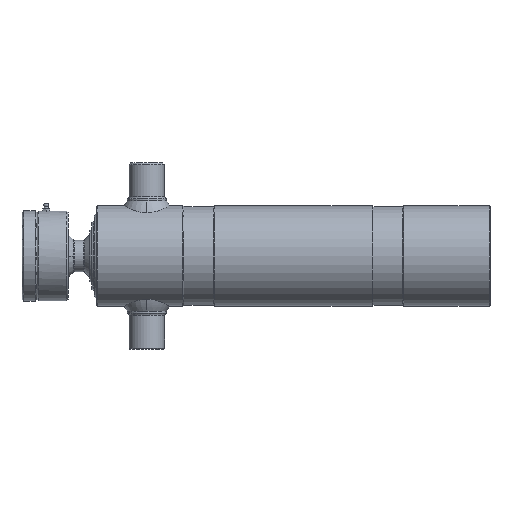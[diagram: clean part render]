
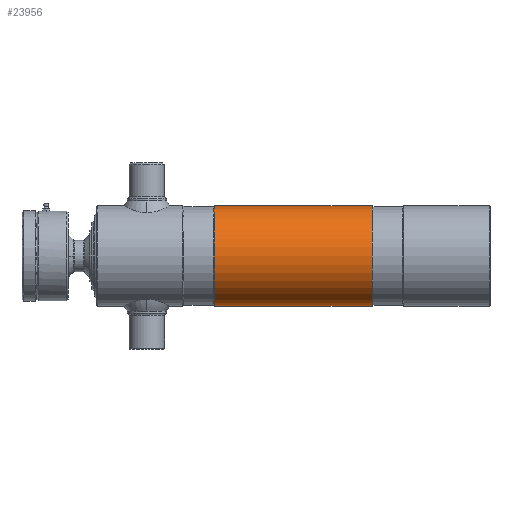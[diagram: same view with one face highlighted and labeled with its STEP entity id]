
A CAD part, left-side view. The second image highlights one B-rep face of the part: STEP entity #23956.
In plain terms, the highlighted cylindrical face has radius 64 mm (diameter 128 mm), a partial arc.
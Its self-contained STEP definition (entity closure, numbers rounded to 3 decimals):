
#938 = FACE_OUTER_BOUND ( 'NONE', #19243, .T. ) ;
#975 = CIRCLE ( 'NONE', #21068, 64. ) ;
#1517 = ORIENTED_EDGE ( 'NONE', *, *, #18260, .F. ) ;
#1718 = AXIS2_PLACEMENT_3D ( 'NONE', #2428, #2392, #2362 ) ;
#2362 = DIRECTION ( 'NONE',  ( 0., 0., -1. ) ) ;
#2392 = DIRECTION ( 'NONE',  ( 0., -1., 0. ) ) ;
#2428 = CARTESIAN_POINT ( 'NONE',  ( 0., 351., 0. ) ) ;
#2500 = CARTESIAN_POINT ( 'NONE',  ( 0., -30.734, -64. ) ) ;
#2973 = CARTESIAN_POINT ( 'NONE',  ( 0., 351., -64. ) ) ;
#2977 = CARTESIAN_POINT ( 'NONE',  ( 0., 150., 0. ) ) ;
#4865 = DIRECTION ( 'NONE',  ( 0., 0., -1. ) ) ;
#4912 = CARTESIAN_POINT ( 'NONE',  ( 0., 150., 64. ) ) ;
#5396 = ORIENTED_EDGE ( 'NONE', *, *, #15080, .T. ) ;
#5682 = ORIENTED_EDGE ( 'NONE', *, *, #8094, .T. ) ;
#5711 = VERTEX_POINT ( 'NONE', #19937 ) ;
#6525 = DIRECTION ( 'NONE',  ( 0., -1., 0. ) ) ;
#8094 = EDGE_CURVE ( 'NONE', #12869, #5711, #17765, .T. ) ;
#8704 = EDGE_CURVE ( 'NONE', #10724, #21671, #17747, .T. ) ;
#9816 = CYLINDRICAL_SURFACE ( 'NONE', #19441, 64. ) ;
#10724 = VERTEX_POINT ( 'NONE', #12341 ) ;
#11431 = CIRCLE ( 'NONE', #1718, 64. ) ;
#12341 = CARTESIAN_POINT ( 'NONE',  ( 0., 351., 64. ) ) ;
#12697 = VECTOR ( 'NONE', #13950, 1000. ) ;
#12718 = VECTOR ( 'NONE', #6525, 1000. ) ;
#12869 = VERTEX_POINT ( 'NONE', #2973 ) ;
#13950 = DIRECTION ( 'NONE',  ( 0., -1., 0. ) ) ;
#14831 = CARTESIAN_POINT ( 'NONE',  ( 0., -30.734, 64. ) ) ;
#14860 = DIRECTION ( 'NONE',  ( 0., -1., 0. ) ) ;
#15080 = EDGE_CURVE ( 'NONE', #10724, #12869, #11431, .T. ) ;
#16304 = DIRECTION ( 'NONE',  ( 0., -1., 0. ) ) ;
#17747 = LINE ( 'NONE', #14831, #12697 ) ;
#17765 = LINE ( 'NONE', #2500, #12718 ) ;
#18260 = EDGE_CURVE ( 'NONE', #21671, #5711, #975, .T. ) ;
#19243 = EDGE_LOOP ( 'NONE', ( #21405, #5396, #5682, #1517 ) ) ;
#19441 = AXIS2_PLACEMENT_3D ( 'NONE', #22438, #14860, #20528 ) ;
#19937 = CARTESIAN_POINT ( 'NONE',  ( 0., 150., -64. ) ) ;
#20528 = DIRECTION ( 'NONE',  ( 0., 0., -1. ) ) ;
#21068 = AXIS2_PLACEMENT_3D ( 'NONE', #2977, #16304, #4865 ) ;
#21405 = ORIENTED_EDGE ( 'NONE', *, *, #8704, .F. ) ;
#21671 = VERTEX_POINT ( 'NONE', #4912 ) ;
#22438 = CARTESIAN_POINT ( 'NONE',  ( 0., -30.734, 0. ) ) ;
#23956 = ADVANCED_FACE ( 'NONE', ( #938 ), #9816, .T. ) ;
